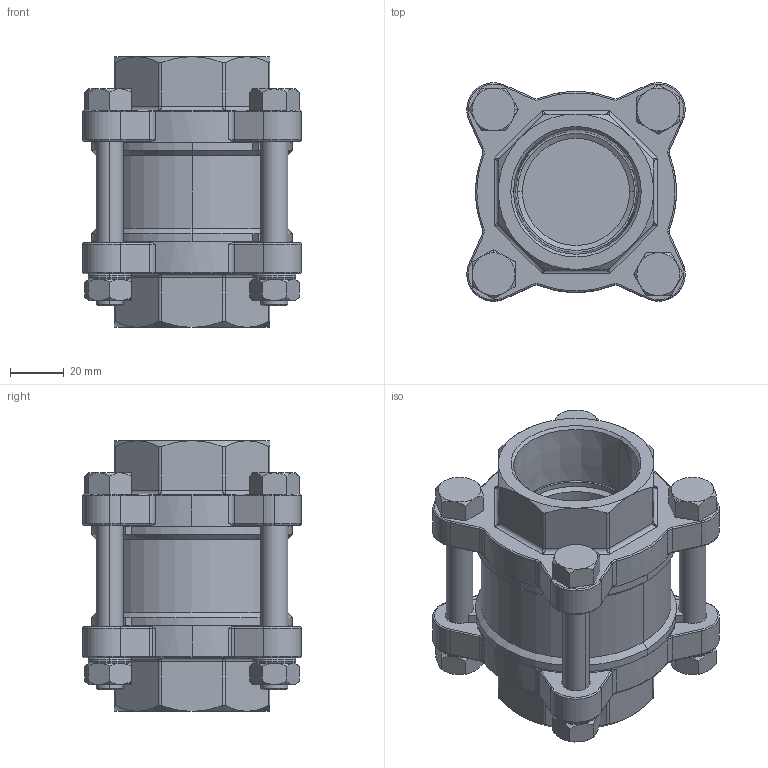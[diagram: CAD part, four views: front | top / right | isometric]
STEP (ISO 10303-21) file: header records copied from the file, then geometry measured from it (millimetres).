
FILE_DESCRIPTION (( 'STEP AP203' ), '1' );
FILE_NAME ('WA-002-S008-PN40-112-TOTAL ASSEMBLY.STEP', '2019-02-15T07:45:04', ( '' ), ( '' ), 'SwSTEP 2.0', 'SolidWorks 2012', '' );
FILE_SCHEMA (( 'CONFIG_CONTROL_DESIGN' ));
Length unit declared in the file: millimetre
Products named in the file (6): WA-002-S008-PN40-112-TOTAL ASSEMBLY; WA-002-S008-PN40-112-WASHER; WA-002-S008-PN40-112-NUT; WA-002-S008-PN40-112-BOLT; WA-002-S008-PN40-112-CAP; WA-002-S008-PN40-112-BODY
Assembly tree (15 placements, depth 2):
  WA-002-S008-PN40-112-TOTAL ASSEMBLY
    WA-002-S008-PN40-112-BODY
    WA-002-S008-PN40-112-CAP  x2
    WA-002-S008-PN40-112-BOLT  x4
    WA-002-S008-PN40-112-NUT  x4
    WA-002-S008-PN40-112-WASHER  x4
Bounding box: 81.5 x 81.46 x 101 mm (x, y, z)
Volume: 311849 mm3; surface area: 79471.9 mm2
Topology: 15 solids, 15 shells, 560 faces, 1272 edges, 736 vertices
Faces by surface type: cylinder 182, plane 140, cone 124, torus 98, bspline 16
Entity records: 8499 total; most frequent: CARTESIAN_POINT 2029, DIRECTION 1245, ORIENTED_EDGE 1132, EDGE_CURVE 566, AXIS2_PLACEMENT_3D 524, VERTEX_POINT 334, CIRCLE 267, EDGE_LOOP 266
